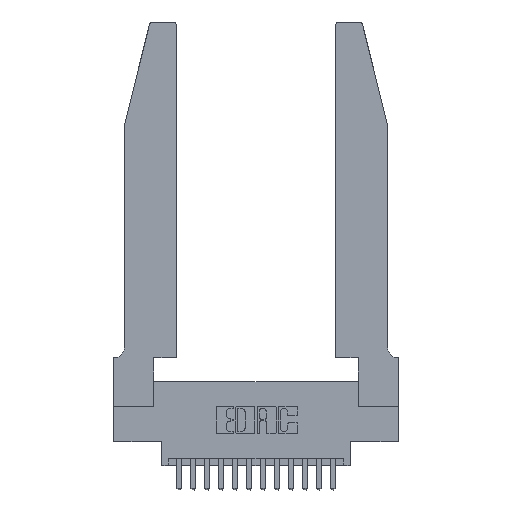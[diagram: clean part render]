
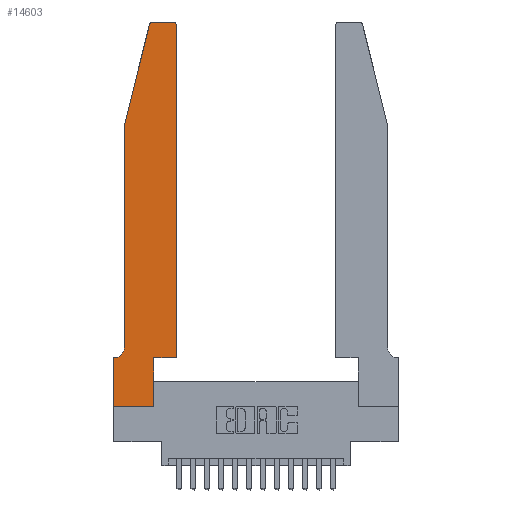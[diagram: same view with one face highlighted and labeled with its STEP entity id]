
A CAD part, top view. The second image highlights one B-rep face of the part: STEP entity #14603.
In plain terms, the highlighted planar face has unit normal (0, 0, 1).
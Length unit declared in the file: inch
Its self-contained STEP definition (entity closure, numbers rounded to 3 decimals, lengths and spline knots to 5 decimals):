
#558 = VERTEX_POINT ( 'NONE', #5102 ) ;
#709 = EDGE_CURVE ( 'NONE', #12102, #12691, #18132, .T. ) ;
#825 = VECTOR ( 'NONE', #13637, 39.37008 ) ;
#1040 = DIRECTION ( 'NONE',  ( -0.239, -0.971, 0. ) ) ;
#1046 = DIRECTION ( 'NONE',  ( 0., 0., 1. ) ) ;
#1390 = LINE ( 'NONE', #13839, #8590 ) ;
#1541 = VERTEX_POINT ( 'NONE', #6754 ) ;
#1797 = ORIENTED_EDGE ( 'NONE', *, *, #16885, .T. ) ;
#1989 = VERTEX_POINT ( 'NONE', #13910 ) ;
#2438 = ORIENTED_EDGE ( 'NONE', *, *, #16169, .T. ) ;
#2454 = DIRECTION ( 'NONE',  ( -1., 0., 0. ) ) ;
#2592 = VECTOR ( 'NONE', #3553, 39.37008 ) ;
#2771 = DIRECTION ( 'NONE',  ( 0., 0., -1. ) ) ;
#3281 = EDGE_CURVE ( 'NONE', #11140, #14233, #9908, .T. ) ;
#3336 = AXIS2_PLACEMENT_3D ( 'NONE', #11381, #2771, #12781 ) ;
#3347 = VECTOR ( 'NONE', #16372, 39.37008 ) ;
#3553 = DIRECTION ( 'NONE',  ( 1., 0., 0. ) ) ;
#3602 = CARTESIAN_POINT ( 'NONE',  ( 0.2865, 0.35, 0.37 ) ) ;
#3891 = DIRECTION ( 'NONE',  ( 0., -1., 0. ) ) ;
#4247 = EDGE_CURVE ( 'NONE', #12691, #7499, #7144, .T. ) ;
#4270 = ORIENTED_EDGE ( 'NONE', *, *, #709, .T. ) ;
#4647 = ORIENTED_EDGE ( 'NONE', *, *, #3281, .T. ) ;
#4761 = DIRECTION ( 'NONE',  ( -1., 0., 0. ) ) ;
#4880 = VERTEX_POINT ( 'NONE', #6830 ) ;
#5102 = CARTESIAN_POINT ( 'NONE',  ( 0.25487, 2.72718, 0.37 ) ) ;
#5107 = CARTESIAN_POINT ( 'NONE',  ( 0.4505, 0.35, 0.37 ) ) ;
#5298 = ORIENTED_EDGE ( 'NONE', *, *, #13787, .T. ) ;
#5584 = AXIS2_PLACEMENT_3D ( 'NONE', #7618, #17509, #9067 ) ;
#5782 = ORIENTED_EDGE ( 'NONE', *, *, #15897, .T. ) ;
#5937 = LINE ( 'NONE', #7632, #16799 ) ;
#5998 = CARTESIAN_POINT ( 'NONE',  ( 0.0755, 0.42, 0.37 ) ) ;
#6457 = ORIENTED_EDGE ( 'NONE', *, *, #10376, .T. ) ;
#6754 = CARTESIAN_POINT ( 'NONE',  ( 0.0055, 0.35, 0.37 ) ) ;
#6830 = CARTESIAN_POINT ( 'NONE',  ( 0.4505, 0.35, 0.37 ) ) ;
#6987 = FACE_OUTER_BOUND ( 'NONE', #13772, .T. ) ;
#7008 = EDGE_CURVE ( 'NONE', #1989, #558, #14617, .T. ) ;
#7024 = PLANE ( 'NONE',  #9863 ) ;
#7144 = LINE ( 'NONE', #3602, #3347 ) ;
#7368 = ORIENTED_EDGE ( 'NONE', *, *, #18422, .T. ) ;
#7499 = VERTEX_POINT ( 'NONE', #11387 ) ;
#7618 = CARTESIAN_POINT ( 'NONE',  ( 0.284, 2.72, 0.37 ) ) ;
#7627 = CARTESIAN_POINT ( 'NONE',  ( 0., 0., 0.37 ) ) ;
#7632 = CARTESIAN_POINT ( 'NONE',  ( 0.4505, 0.35, 0.37 ) ) ;
#7761 = EDGE_CURVE ( 'NONE', #7499, #4880, #5937, .T. ) ;
#7847 = VECTOR ( 'NONE', #16107, 39.37008 ) ;
#8294 = ORIENTED_EDGE ( 'NONE', *, *, #7761, .T. ) ;
#8512 = LINE ( 'NONE', #5107, #825 ) ;
#8590 = VECTOR ( 'NONE', #3891, 39.37008 ) ;
#9067 = DIRECTION ( 'NONE',  ( 1., 0., 0. ) ) ;
#9078 = DIRECTION ( 'NONE',  ( 1., 0., 0. ) ) ;
#9176 = CIRCLE ( 'NONE', #3336, 0.07 ) ;
#9492 = CARTESIAN_POINT ( 'NONE',  ( 0.4505, 2.72, 0.37 ) ) ;
#9582 = VERTEX_POINT ( 'NONE', #16008 ) ;
#9686 = CARTESIAN_POINT ( 'NONE',  ( 0.4205, 2.72, 0.37 ) ) ;
#9863 = AXIS2_PLACEMENT_3D ( 'NONE', #16934, #18349, #9934 ) ;
#9908 = CIRCLE ( 'NONE', #17895, 0.03 ) ;
#9934 = DIRECTION ( 'NONE',  ( 1., 0., 0. ) ) ;
#10376 = EDGE_CURVE ( 'NONE', #1541, #9582, #14613, .T. ) ;
#10561 = CARTESIAN_POINT ( 'NONE',  ( 0.2865, 0., 0.37 ) ) ;
#10690 = VERTEX_POINT ( 'NONE', #18257 ) ;
#11134 = DIRECTION ( 'NONE',  ( 1., 0., 0. ) ) ;
#11140 = VERTEX_POINT ( 'NONE', #9492 ) ;
#11381 = CARTESIAN_POINT ( 'NONE',  ( 0.0055, 0.42, 0.37 ) ) ;
#11387 = CARTESIAN_POINT ( 'NONE',  ( 0.2865, 0.35, 0.37 ) ) ;
#11527 = CARTESIAN_POINT ( 'NONE',  ( 0., 0., 0.37 ) ) ;
#12102 = VERTEX_POINT ( 'NONE', #16335 ) ;
#12691 = VERTEX_POINT ( 'NONE', #10561 ) ;
#12781 = DIRECTION ( 'NONE',  ( -1., 0., 0. ) ) ;
#12916 = EDGE_CURVE ( 'NONE', #558, #10690, #14743, .T. ) ;
#13415 = VECTOR ( 'NONE', #1040, 39.37008 ) ;
#13637 = DIRECTION ( 'NONE',  ( 0., 1., 0. ) ) ;
#13772 = EDGE_LOOP ( 'NONE', ( #7368, #14423, #16822, #5298, #5782, #6457, #2438, #4270, #17655, #8294, #1797, #4647 ) ) ;
#13787 = EDGE_CURVE ( 'NONE', #10690, #16633, #1390, .T. ) ;
#13839 = CARTESIAN_POINT ( 'NONE',  ( 0.0755, 2., 0.37 ) ) ;
#13910 = CARTESIAN_POINT ( 'NONE',  ( 0.284, 2.75, 0.37 ) ) ;
#14167 = CARTESIAN_POINT ( 'NONE',  ( 0.0755, 2., 0.37 ) ) ;
#14191 = VECTOR ( 'NONE', #4761, 39.37008 ) ;
#14233 = VERTEX_POINT ( 'NONE', #17559 ) ;
#14423 = ORIENTED_EDGE ( 'NONE', *, *, #7008, .T. ) ;
#14603 = ADVANCED_FACE ( 'NONE', ( #6987 ), #7024, .T. ) ;
#14613 = LINE ( 'NONE', #14691, #14191 ) ;
#14617 = CIRCLE ( 'NONE', #5584, 0.03 ) ;
#14691 = CARTESIAN_POINT ( 'NONE',  ( 0.0755, 0.35, 0.37 ) ) ;
#14743 = LINE ( 'NONE', #14167, #13415 ) ;
#15211 = LINE ( 'NONE', #15217, #18056 ) ;
#15217 = CARTESIAN_POINT ( 'NONE',  ( 0.2605, 2.75, 0.37 ) ) ;
#15825 = LINE ( 'NONE', #7627, #7847 ) ;
#15897 = EDGE_CURVE ( 'NONE', #16633, #1541, #9176, .T. ) ;
#16008 = CARTESIAN_POINT ( 'NONE',  ( 0., 0.35, 0.37 ) ) ;
#16107 = DIRECTION ( 'NONE',  ( 0., -1., 0. ) ) ;
#16169 = EDGE_CURVE ( 'NONE', #9582, #12102, #15825, .T. ) ;
#16335 = CARTESIAN_POINT ( 'NONE',  ( 0., 0., 0.37 ) ) ;
#16372 = DIRECTION ( 'NONE',  ( 0., 1., 0. ) ) ;
#16633 = VERTEX_POINT ( 'NONE', #5998 ) ;
#16799 = VECTOR ( 'NONE', #9078, 39.37008 ) ;
#16822 = ORIENTED_EDGE ( 'NONE', *, *, #12916, .T. ) ;
#16885 = EDGE_CURVE ( 'NONE', #4880, #11140, #8512, .T. ) ;
#16934 = CARTESIAN_POINT ( 'NONE',  ( 0., 0.35, 0.37 ) ) ;
#17509 = DIRECTION ( 'NONE',  ( 0., 0., 1. ) ) ;
#17559 = CARTESIAN_POINT ( 'NONE',  ( 0.4205, 2.75, 0.37 ) ) ;
#17655 = ORIENTED_EDGE ( 'NONE', *, *, #4247, .T. ) ;
#17895 = AXIS2_PLACEMENT_3D ( 'NONE', #9686, #1046, #11134 ) ;
#18056 = VECTOR ( 'NONE', #2454, 39.37008 ) ;
#18132 = LINE ( 'NONE', #11527, #2592 ) ;
#18257 = CARTESIAN_POINT ( 'NONE',  ( 0.0755, 2., 0.37 ) ) ;
#18349 = DIRECTION ( 'NONE',  ( 0., 0., 1. ) ) ;
#18422 = EDGE_CURVE ( 'NONE', #14233, #1989, #15211, .T. ) ;
